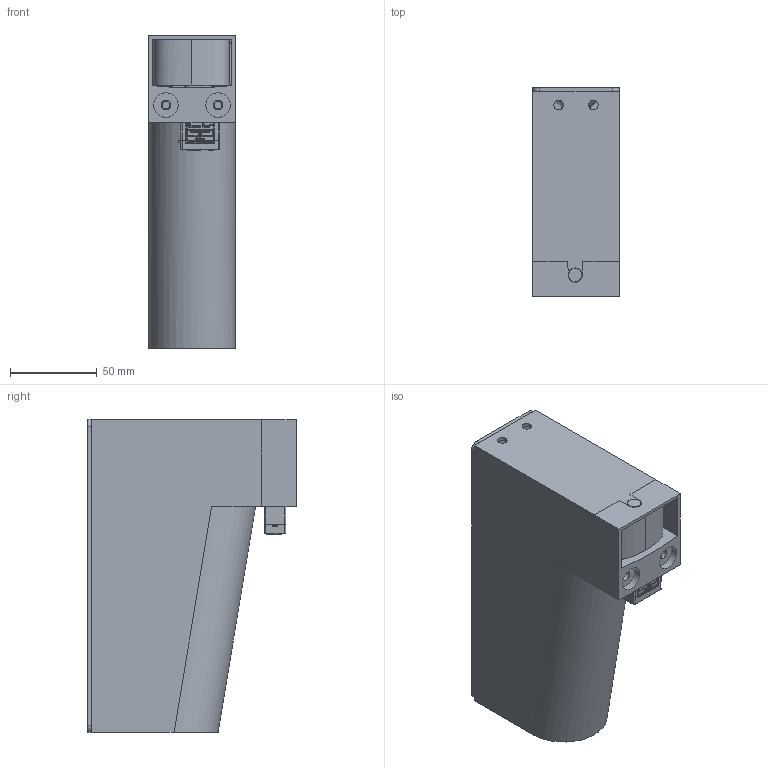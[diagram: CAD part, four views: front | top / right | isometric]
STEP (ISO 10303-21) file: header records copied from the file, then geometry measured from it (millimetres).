
FILE_DESCRIPTION(/* description */ ('','CAx-IF Rec.Pracs.---Representation and Presentation of Product Manufacturing Information (PMI)---4.0---2014-10-13'),/* implementation_level */ '2;1');
FILE_NAME(/* name */ 'tea container rev 2_v1.step',/* time_stamp */ '2025-01-08T23:54:49+01:00',/* author */ (''),/* organization */ (''),/* preprocessor_version */ 'ST-DEVELOPER v20',/* originating_system */ 'Autodesk Translation Framework v13.20.0.188',/* authorisation */ '');
FILE_SCHEMA (('AP242_MANAGED_MODEL_BASED_3D_ENGINEERING_MIM_LF { 1 0 10303 442 1 1 4 }'));
Length unit declared in the file: millimetre
Products named in the file (7): tea container rev 2; obudowa; przykrywka; dzielarka; element obrotowy; SG90 - Micro Servo 9g - Tower Pro v1; SG90 - Micro Servo 9g - Tower Pro.1_Pea
Assembly tree (6 placements, depth 3):
  tea container rev 2
    obudowa
    przykrywka
    dzielarka
      element obrotowy
    SG90 - Micro Servo 9g - Tower Pro v1
      SG90 - Micro Servo 9g - Tower Pro.1_Pea
Bounding box: 50 x 120 x 180 mm (x, y, z)
Volume: 152072.8 mm3; surface area: 132446.4 mm2
Topology: 17 solids, 17 shells, 940 faces, 3104 edges, 2312 vertices
Faces by surface type: plane 640, cylinder 231, bspline 39, torus 25, sphere 4, cone 1
Full cylindrical faces by diameter (mm): 0.2 x1, 0.5 x1, 1 x3, 1.6 x2, 1.8 x4, 2 x4, 4.5 x2, 5 x1, 5.5 x4, 7.5 x1, 14 x2
Entity records: 42393 total; most frequent: CARTESIAN_POINT 15039, ORIENTED_EDGE 6200, DIRECTION 4858, EDGE_CURVE 3100, VERTEX_POINT 2312, LINE 1924, VECTOR 1924, AXIS2_PLACEMENT_3D 1467
